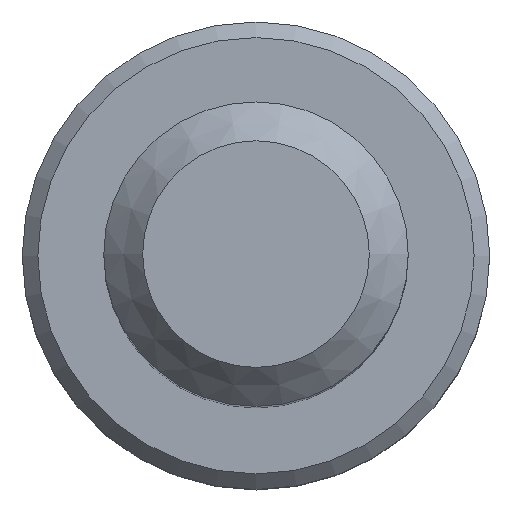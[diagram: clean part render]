
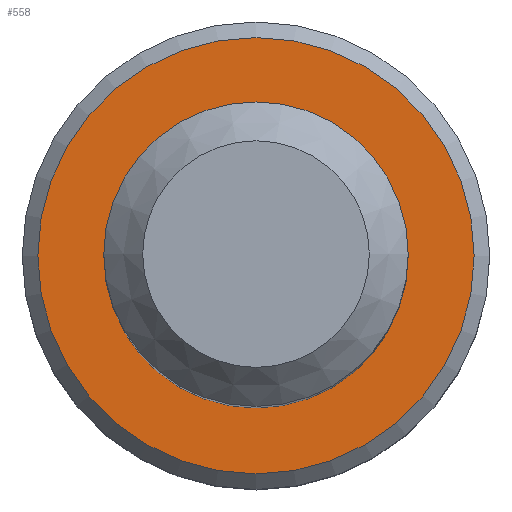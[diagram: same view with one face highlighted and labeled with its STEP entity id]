
A CAD part, top view. The second image highlights one B-rep face of the part: STEP entity #558.
In plain terms, the highlighted planar face has unit normal (0, 0, 1).
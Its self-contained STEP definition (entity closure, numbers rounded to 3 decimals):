
#27=FACE_BOUND('',#108,.T.);
#29=PLANE('',#615);
#67=FACE_OUTER_BOUND('',#107,.T.);
#107=EDGE_LOOP('',(#398));
#108=EDGE_LOOP('',(#399));
#244=CIRCLE('',#612,2.8);
#246=CIRCLE('',#616,1.954);
#265=VERTEX_POINT('',#883);
#267=VERTEX_POINT('',#891);
#311=EDGE_CURVE('',#265,#265,#244,.T.);
#314=EDGE_CURVE('',#267,#267,#246,.F.);
#398=ORIENTED_EDGE('',*,*,#311,.F.);
#399=ORIENTED_EDGE('',*,*,#314,.F.);
#558=ADVANCED_FACE('',(#67,#27),#29,.T.);
#612=AXIS2_PLACEMENT_3D('',#885,#690,#691);
#615=AXIS2_PLACEMENT_3D('',#890,#697,#698);
#616=AXIS2_PLACEMENT_3D('',#892,#699,#700);
#690=DIRECTION('center_axis',(0.,0.,-1.));
#691=DIRECTION('ref_axis',(1.,0.,0.));
#697=DIRECTION('center_axis',(0.,0.,1.));
#698=DIRECTION('ref_axis',(1.,0.,0.));
#699=DIRECTION('center_axis',(0.,0.,-1.));
#700=DIRECTION('ref_axis',(1.,0.,0.));
#883=CARTESIAN_POINT('',(-2.8,0.,4.));
#885=CARTESIAN_POINT('Origin',(0.,0.,4.));
#890=CARTESIAN_POINT('Origin',(0.,0.,4.));
#891=CARTESIAN_POINT('',(-1.954,0.,4.));
#892=CARTESIAN_POINT('Origin',(0.,0.,4.));
